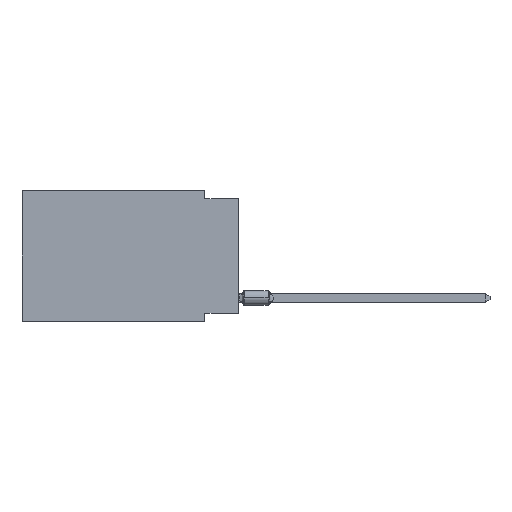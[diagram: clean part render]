
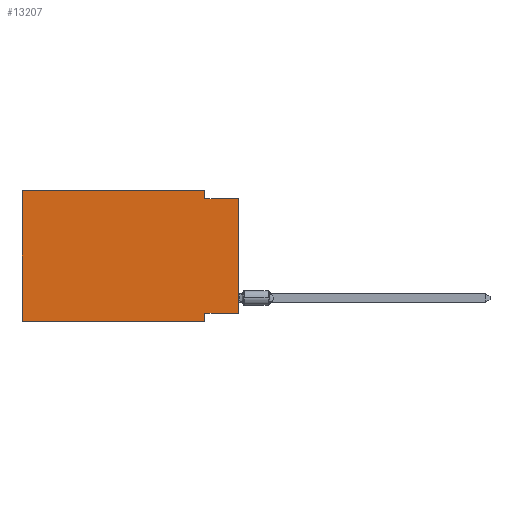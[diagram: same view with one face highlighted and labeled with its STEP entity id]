
A CAD part, left-side view. The second image highlights one B-rep face of the part: STEP entity #13207.
In plain terms, the highlighted planar face has unit normal (-1, 0, 0).
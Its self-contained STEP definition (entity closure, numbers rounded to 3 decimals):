
#159 = CARTESIAN_POINT ( 'NONE',  ( 0., 0., -9.271 ) ) ;
#412 = CARTESIAN_POINT ( 'NONE',  ( 0., 2.54, 0. ) ) ;
#620 = EDGE_CURVE ( 'NONE', #5535, #11502, #12920, .T. ) ;
#1236 = LINE ( 'NONE', #7127, #23098 ) ;
#1241 = CARTESIAN_POINT ( 'NONE',  ( 0., 16.383, 0. ) ) ;
#1570 = ORIENTED_EDGE ( 'NONE', *, *, #25682, .F. ) ;
#1636 = EDGE_CURVE ( 'NONE', #21382, #2773, #24590, .T. ) ;
#1790 = LINE ( 'NONE', #5672, #7526 ) ;
#2023 = DIRECTION ( 'NONE',  ( 0., 1., 0. ) ) ;
#2568 = LINE ( 'NONE', #18919, #25400 ) ;
#2773 = VERTEX_POINT ( 'NONE', #7857 ) ;
#3064 = CARTESIAN_POINT ( 'NONE',  ( 0., 2.54, -0.635 ) ) ;
#3558 = AXIS2_PLACEMENT_3D ( 'NONE', #19253, #10964, #14966 ) ;
#4039 = LINE ( 'NONE', #159, #13180 ) ;
#4855 = EDGE_CURVE ( 'NONE', #14322, #26228, #4039, .T. ) ;
#5535 = VERTEX_POINT ( 'NONE', #1241 ) ;
#5672 = CARTESIAN_POINT ( 'NONE',  ( 0., 16.383, -9.906 ) ) ;
#6879 = CARTESIAN_POINT ( 'NONE',  ( 0., 16.383, 0. ) ) ;
#6925 = FACE_OUTER_BOUND ( 'NONE', #22972, .T. ) ;
#7127 = CARTESIAN_POINT ( 'NONE',  ( 0., 16.383, 0. ) ) ;
#7526 = VECTOR ( 'NONE', #12242, 1000. ) ;
#7654 = CARTESIAN_POINT ( 'NONE',  ( 0., 2.54, -9.271 ) ) ;
#7857 = CARTESIAN_POINT ( 'NONE',  ( 0., 0., -0.635 ) ) ;
#8586 = DIRECTION ( 'NONE',  ( 0., 0., -1. ) ) ;
#9462 = LINE ( 'NONE', #11594, #12079 ) ;
#9628 = ORIENTED_EDGE ( 'NONE', *, *, #15019, .F. ) ;
#9690 = ORIENTED_EDGE ( 'NONE', *, *, #17935, .T. ) ;
#9717 = DIRECTION ( 'NONE',  ( 0., 0., -1. ) ) ;
#10026 = EDGE_CURVE ( 'NONE', #14322, #2773, #2568, .T. ) ;
#10964 = DIRECTION ( 'NONE',  ( 1., 0., 0. ) ) ;
#11041 = DIRECTION ( 'NONE',  ( 0., 0., 1. ) ) ;
#11502 = VERTEX_POINT ( 'NONE', #21020 ) ;
#11594 = CARTESIAN_POINT ( 'NONE',  ( 0., 2.54, -9.906 ) ) ;
#12079 = VECTOR ( 'NONE', #9717, 1000. ) ;
#12242 = DIRECTION ( 'NONE',  ( 0., -1., 0. ) ) ;
#12481 = LINE ( 'NONE', #412, #12507 ) ;
#12507 = VECTOR ( 'NONE', #8586, 1000. ) ;
#12525 = CARTESIAN_POINT ( 'NONE',  ( 0., 0., -0.635 ) ) ;
#12920 = LINE ( 'NONE', #6879, #20508 ) ;
#13180 = VECTOR ( 'NONE', #2023, 1000. ) ;
#13207 = ADVANCED_FACE ( 'NONE', ( #6925 ), #20860, .F. ) ;
#13226 = CARTESIAN_POINT ( 'NONE',  ( 0., 16.383, -9.906 ) ) ;
#13336 = ORIENTED_EDGE ( 'NONE', *, *, #4855, .F. ) ;
#14322 = VERTEX_POINT ( 'NONE', #24266 ) ;
#14966 = DIRECTION ( 'NONE',  ( 0., 0., -1. ) ) ;
#15019 = EDGE_CURVE ( 'NONE', #20717, #5535, #1236, .T. ) ;
#15452 = VECTOR ( 'NONE', #20427, 1000. ) ;
#16732 = VERTEX_POINT ( 'NONE', #18409 ) ;
#17935 = EDGE_CURVE ( 'NONE', #20717, #16732, #1790, .T. ) ;
#18409 = CARTESIAN_POINT ( 'NONE',  ( 0., 2.54, -9.906 ) ) ;
#18919 = CARTESIAN_POINT ( 'NONE',  ( 0., 0., 0. ) ) ;
#19253 = CARTESIAN_POINT ( 'NONE',  ( 0., 16.383, 0. ) ) ;
#20427 = DIRECTION ( 'NONE',  ( 0., -1., 0. ) ) ;
#20508 = VECTOR ( 'NONE', #25099, 1000. ) ;
#20717 = VERTEX_POINT ( 'NONE', #13226 ) ;
#20860 = PLANE ( 'NONE',  #3558 ) ;
#21020 = CARTESIAN_POINT ( 'NONE',  ( 0., 2.54, 0. ) ) ;
#21154 = ORIENTED_EDGE ( 'NONE', *, *, #620, .F. ) ;
#21382 = VERTEX_POINT ( 'NONE', #3064 ) ;
#22415 = ORIENTED_EDGE ( 'NONE', *, *, #10026, .T. ) ;
#22972 = EDGE_LOOP ( 'NONE', ( #22415, #26056, #24082, #21154, #9628, #9690, #1570, #13336 ) ) ;
#23098 = VECTOR ( 'NONE', #23871, 1000. ) ;
#23871 = DIRECTION ( 'NONE',  ( 0., 0., 1. ) ) ;
#24082 = ORIENTED_EDGE ( 'NONE', *, *, #25185, .F. ) ;
#24266 = CARTESIAN_POINT ( 'NONE',  ( 0., 0., -9.271 ) ) ;
#24590 = LINE ( 'NONE', #12525, #15452 ) ;
#25099 = DIRECTION ( 'NONE',  ( 0., -1., 0. ) ) ;
#25185 = EDGE_CURVE ( 'NONE', #11502, #21382, #12481, .T. ) ;
#25400 = VECTOR ( 'NONE', #11041, 1000. ) ;
#25682 = EDGE_CURVE ( 'NONE', #26228, #16732, #9462, .T. ) ;
#26056 = ORIENTED_EDGE ( 'NONE', *, *, #1636, .F. ) ;
#26228 = VERTEX_POINT ( 'NONE', #7654 ) ;
